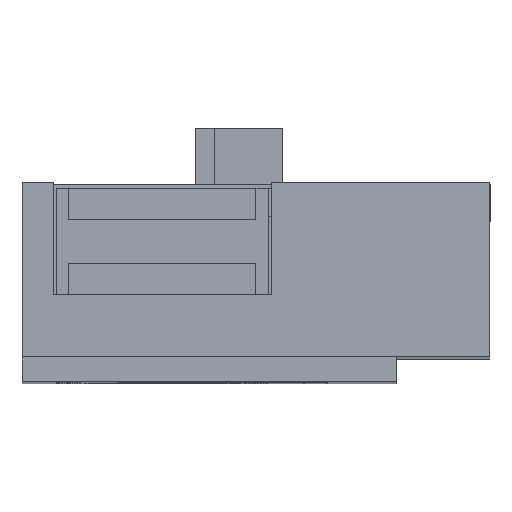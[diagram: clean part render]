
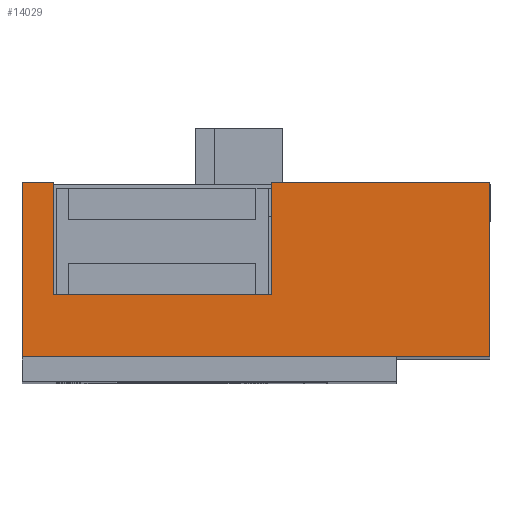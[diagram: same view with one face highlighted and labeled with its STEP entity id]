
A CAD part, top view. The second image highlights one B-rep face of the part: STEP entity #14029.
In plain terms, the highlighted planar face has unit normal (0, 0, 1).
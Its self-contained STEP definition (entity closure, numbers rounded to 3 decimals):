
#205 = ORIENTED_EDGE ( 'NONE', *, *, #4517, .F. ) ;
#217 = VECTOR ( 'NONE', #14717, 1000. ) ;
#365 = LINE ( 'NONE', #6124, #13835 ) ;
#463 = VERTEX_POINT ( 'NONE', #2696 ) ;
#1191 = DIRECTION ( 'NONE',  ( 0., 1., 0. ) ) ;
#1231 = DIRECTION ( 'NONE',  ( 0., -1., 0. ) ) ;
#1345 = CARTESIAN_POINT ( 'NONE',  ( -17.5, 18., 0. ) ) ;
#1358 = ORIENTED_EDGE ( 'NONE', *, *, #4851, .T. ) ;
#1472 = CARTESIAN_POINT ( 'NONE',  ( 0., 18., 0. ) ) ;
#1517 = VERTEX_POINT ( 'NONE', #5581 ) ;
#1623 = DIRECTION ( 'NONE',  ( 0., -1., 0. ) ) ;
#1643 = EDGE_CURVE ( 'NONE', #4209, #463, #8009, .T. ) ;
#1791 = DIRECTION ( 'NONE',  ( 1., 0., 0. ) ) ;
#1906 = VERTEX_POINT ( 'NONE', #4218 ) ;
#2696 = CARTESIAN_POINT ( 'NONE',  ( 52.5, 18., 0. ) ) ;
#2982 = LINE ( 'NONE', #11994, #12090 ) ;
#3067 = EDGE_LOOP ( 'NONE', ( #14926, #8896, #8674, #1358, #205, #13789, #5203, #6964 ) ) ;
#4119 = VECTOR ( 'NONE', #8128, 1000. ) ;
#4209 = VERTEX_POINT ( 'NONE', #13406 ) ;
#4218 = CARTESIAN_POINT ( 'NONE',  ( 17.5, 18., 0. ) ) ;
#4517 = EDGE_CURVE ( 'NONE', #5552, #6254, #365, .T. ) ;
#4797 = FACE_OUTER_BOUND ( 'NONE', #3067, .T. ) ;
#4851 = EDGE_CURVE ( 'NONE', #1517, #6254, #10437, .T. ) ;
#5203 = ORIENTED_EDGE ( 'NONE', *, *, #7286, .T. ) ;
#5552 = VERTEX_POINT ( 'NONE', #1345 ) ;
#5581 = CARTESIAN_POINT ( 'NONE',  ( 17.5, 0., 0. ) ) ;
#6124 = CARTESIAN_POINT ( 'NONE',  ( -17.5, 0., 0. ) ) ;
#6254 = VERTEX_POINT ( 'NONE', #9242 ) ;
#6618 = LINE ( 'NONE', #6766, #217 ) ;
#6766 = CARTESIAN_POINT ( 'NONE',  ( 0., 18., 0. ) ) ;
#6964 = ORIENTED_EDGE ( 'NONE', *, *, #12530, .T. ) ;
#6972 = CARTESIAN_POINT ( 'NONE',  ( -22.5, 0., 0. ) ) ;
#6976 = DIRECTION ( 'NONE',  ( 1., 0., 0. ) ) ;
#7286 = EDGE_CURVE ( 'NONE', #14178, #7324, #12733, .T. ) ;
#7324 = VERTEX_POINT ( 'NONE', #9790 ) ;
#8009 = LINE ( 'NONE', #13911, #8669 ) ;
#8128 = DIRECTION ( 'NONE',  ( 1., 0., 0. ) ) ;
#8527 = VECTOR ( 'NONE', #9292, 1000. ) ;
#8669 = VECTOR ( 'NONE', #1191, 1000. ) ;
#8674 = ORIENTED_EDGE ( 'NONE', *, *, #12992, .T. ) ;
#8896 = ORIENTED_EDGE ( 'NONE', *, *, #13200, .F. ) ;
#9242 = CARTESIAN_POINT ( 'NONE',  ( -17.5, 0., 0. ) ) ;
#9292 = DIRECTION ( 'NONE',  ( -1., 0., 0. ) ) ;
#9376 = VECTOR ( 'NONE', #1231, 1000. ) ;
#9672 = EDGE_CURVE ( 'NONE', #5552, #14178, #6618, .T. ) ;
#9790 = CARTESIAN_POINT ( 'NONE',  ( -22.5, -10., 0. ) ) ;
#9795 = CARTESIAN_POINT ( 'NONE',  ( -22.5, 18., 0. ) ) ;
#10325 = PLANE ( 'NONE',  #13568 ) ;
#10437 = LINE ( 'NONE', #11325, #8527 ) ;
#11325 = CARTESIAN_POINT ( 'NONE',  ( 0., 0., 0. ) ) ;
#11527 = CARTESIAN_POINT ( 'NONE',  ( 0., 0., 0. ) ) ;
#11994 = CARTESIAN_POINT ( 'NONE',  ( 17.5, 0., 0. ) ) ;
#12090 = VECTOR ( 'NONE', #1623, 1000. ) ;
#12530 = EDGE_CURVE ( 'NONE', #7324, #4209, #14640, .T. ) ;
#12733 = LINE ( 'NONE', #6972, #9376 ) ;
#12904 = LINE ( 'NONE', #1472, #4119 ) ;
#12992 = EDGE_CURVE ( 'NONE', #1906, #1517, #2982, .T. ) ;
#13200 = EDGE_CURVE ( 'NONE', #1906, #463, #12904, .T. ) ;
#13406 = CARTESIAN_POINT ( 'NONE',  ( 52.5, -10., 0. ) ) ;
#13529 = CARTESIAN_POINT ( 'NONE',  ( 0., -10., 0. ) ) ;
#13568 = AXIS2_PLACEMENT_3D ( 'NONE', #11527, #13883, #6976 ) ;
#13789 = ORIENTED_EDGE ( 'NONE', *, *, #9672, .T. ) ;
#13835 = VECTOR ( 'NONE', #14291, 1000. ) ;
#13883 = DIRECTION ( 'NONE',  ( 0., 0., 1. ) ) ;
#13911 = CARTESIAN_POINT ( 'NONE',  ( 52.5, 0., 0. ) ) ;
#14029 = ADVANCED_FACE ( 'NONE', ( #4797 ), #10325, .T. ) ;
#14178 = VERTEX_POINT ( 'NONE', #9795 ) ;
#14291 = DIRECTION ( 'NONE',  ( 0., -1., 0. ) ) ;
#14640 = LINE ( 'NONE', #13529, #14724 ) ;
#14717 = DIRECTION ( 'NONE',  ( -1., 0., 0. ) ) ;
#14724 = VECTOR ( 'NONE', #1791, 1000. ) ;
#14926 = ORIENTED_EDGE ( 'NONE', *, *, #1643, .T. ) ;
